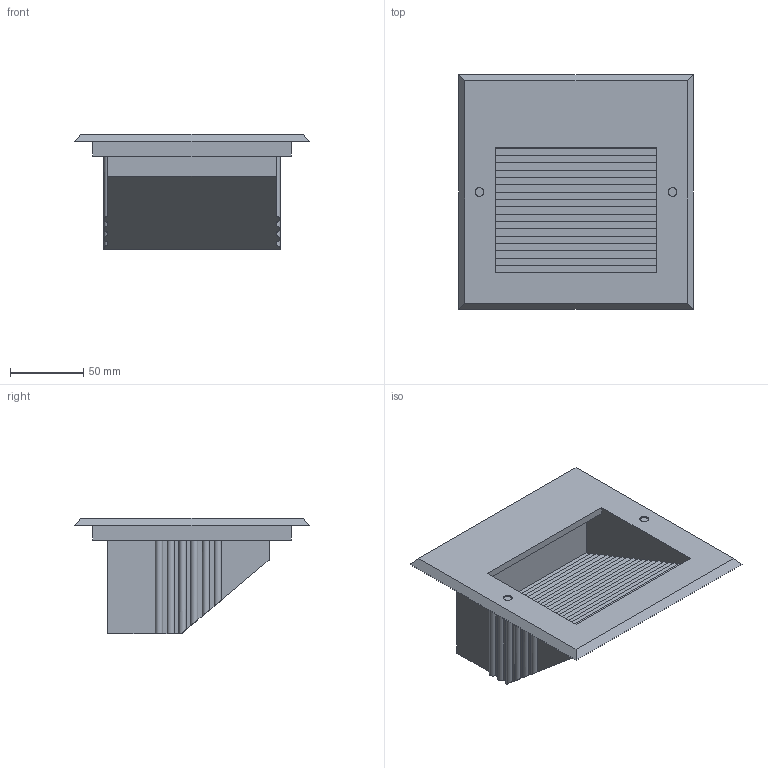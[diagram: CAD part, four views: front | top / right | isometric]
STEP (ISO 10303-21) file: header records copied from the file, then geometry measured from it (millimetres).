
FILE_DESCRIPTION (( 'STEP AP214' ), '1' );
FILE_NAME ('DECA LED 2 3000K.STEP', '2018-07-23T06:04:46', ( 'usr' ), ( '' ), 'SwSTEP 2.0', 'SolidWorks 2013', '' );
FILE_SCHEMA (( 'AUTOMOTIVE_DESIGN' ));
Length unit declared in the file: millimetre
Products named in the file (1): DECA LED 2 3000K
Bounding box: 160 x 160 x 79 mm (x, y, z)
Volume: 668434.8 mm3; surface area: 100399.9 mm2
Topology: 1 solids, 1 shells, 98 faces, 273 edges, 182 vertices
Faces by surface type: plane 76, cylinder 22
Entity records: 3145 total; most frequent: CARTESIAN_POINT 590, ORIENTED_EDGE 546, DIRECTION 493, EDGE_CURVE 273, VECTOR 227, LINE 227, VERTEX_POINT 182, AXIS2_PLACEMENT_3D 133
